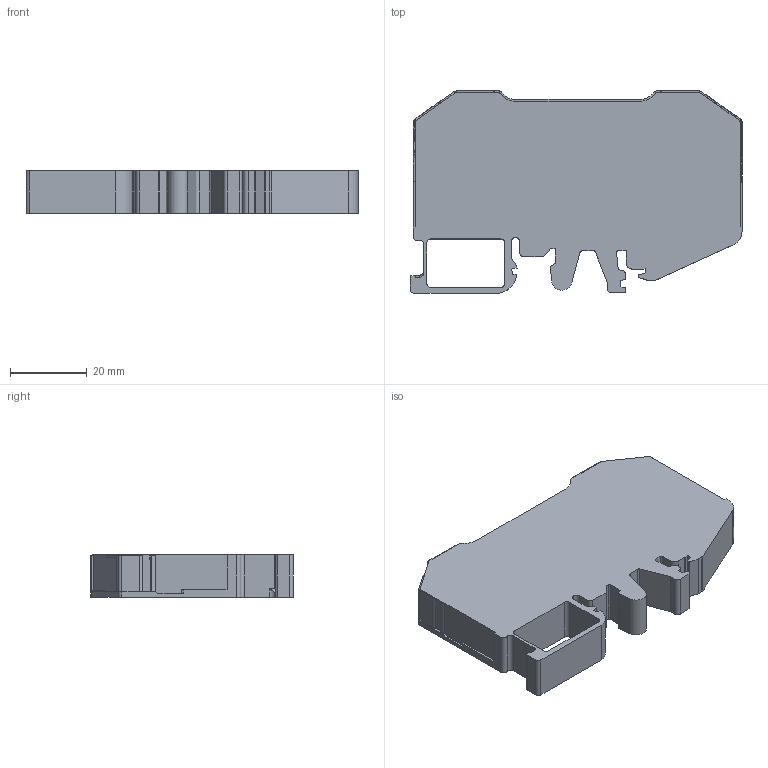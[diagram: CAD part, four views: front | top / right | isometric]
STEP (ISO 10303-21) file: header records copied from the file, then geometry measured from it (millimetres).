
FILE_DESCRIPTION (( 'STEP AP214' ), '1' );
FILE_NAME ('375930_WGO PB6_BG.STP', '2015-08-10T06:41:59', ( '' ), ( '' ), 'SwSTEP 2.0', 'SolidWorks 2015', '' );
FILE_SCHEMA (( 'AUTOMOTIVE_DESIGN' ));
Length unit declared in the file: millimetre
Products named in the file (1): 375930_WGO PB6_BG
Bounding box: 86.58 x 52.77 x 11.13 mm (x, y, z)
Volume: 39833.5 mm3; surface area: 11799.7 mm2
Topology: 1 solids, 1 shells, 204 faces, 602 edges, 404 vertices
Faces by surface type: plane 110, cylinder 86, cone 4, bspline 2, torus 2
Entity records: 8940 total; most frequent: CARTESIAN_POINT 1313, ORIENTED_EDGE 1204, DIRECTION 1175, EDGE_CURVE 602, VECTOR 413, LINE 413, VERTEX_POINT 404, AXIS2_PLACEMENT_3D 381
